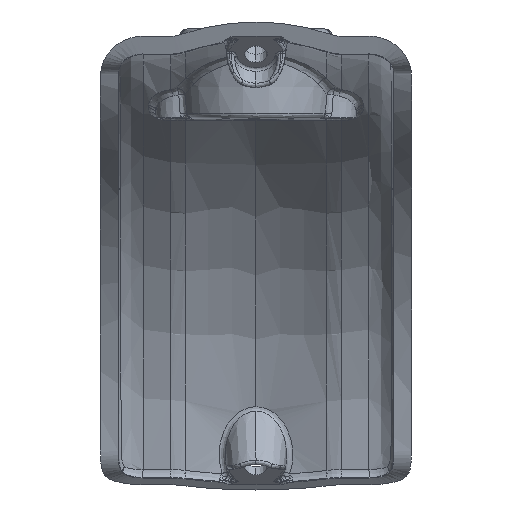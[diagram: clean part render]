
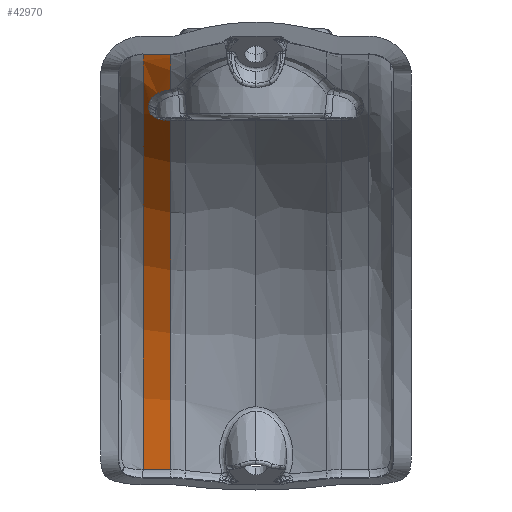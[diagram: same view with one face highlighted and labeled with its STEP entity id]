
A CAD part, front view. The second image highlights one B-rep face of the part: STEP entity #42970.
In plain terms, the highlighted cylindrical face has radius 89.141 mm (diameter 178.283 mm), a partial arc.
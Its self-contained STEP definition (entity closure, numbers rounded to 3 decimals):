
#452 = VECTOR ( 'NONE', #55129, 1000. ) ;
#516 = VECTOR ( 'NONE', #38636, 1000. ) ;
#600 = ORIENTED_EDGE ( 'NONE', *, *, #22181, .F. ) ;
#765 = CARTESIAN_POINT ( 'NONE',  ( -21.294, -2.617, 80.925 ) ) ;
#898 = EDGE_CURVE ( 'NONE', #45835, #59198, #49981, .T. ) ;
#3416 = CARTESIAN_POINT ( 'NONE',  ( -18.483, -0.171, 79.421 ) ) ;
#3669 = VERTEX_POINT ( 'NONE', #62519 ) ;
#4615 = DIRECTION ( 'NONE',  ( 0., 0., 1. ) ) ;
#4819 = DIRECTION ( 'NONE',  ( -1., 0., 0. ) ) ;
#4923 = CARTESIAN_POINT ( 'NONE',  ( 0., -42.932, 93.242 ) ) ;
#5508 = ORIENTED_EDGE ( 'NONE', *, *, #898, .F. ) ;
#5759 = FACE_OUTER_BOUND ( 'NONE', #50041, .T. ) ;
#6814 = CARTESIAN_POINT ( 'NONE',  ( -21.523, -4.497, 82.01 ) ) ;
#8469 = CARTESIAN_POINT ( 'NONE',  ( -21.524, -5.103, 82.345 ) ) ;
#9312 = CARTESIAN_POINT ( 'NONE',  ( -17.113, -48.083, 4.25 ) ) ;
#9611 = LINE ( 'NONE', #4923, #516 ) ;
#9757 = AXIS2_PLACEMENT_3D ( 'NONE', #9312, #4819, #4615 ) ;
#11109 = EDGE_CURVE ( 'NONE', #53292, #57447, #48878, .T. ) ;
#11250 = ORIENTED_EDGE ( 'NONE', *, *, #36654, .F. ) ;
#12963 = ORIENTED_EDGE ( 'NONE', *, *, #43517, .T. ) ;
#13190 = ORIENTED_EDGE ( 'NONE', *, *, #39173, .F. ) ;
#13265 = CARTESIAN_POINT ( 'NONE',  ( -21.522, -4.196, 81.839 ) ) ;
#15520 = CARTESIAN_POINT ( 'NONE',  ( 0., -0.171, 79.421 ) ) ;
#15847 = DIRECTION ( 'NONE',  ( -1., 0., 0. ) ) ;
#16178 = B_SPLINE_CURVE_WITH_KNOTS ( 'NONE', 3,
 ( #60026, #35834, #6814, #40062 ),
 .UNSPECIFIED., .F., .F.,
 ( 4, 4 ),
 ( 0., 1. ),
 .UNSPECIFIED. ) ;
#17692 = CARTESIAN_POINT ( 'NONE',  ( -19.838, -0.556, 79.667 ) ) ;
#18084 = CARTESIAN_POINT ( 'NONE',  ( -19.207, -0.171, 79.421 ) ) ;
#18554 = B_SPLINE_CURVE_WITH_KNOTS ( 'NONE', 3,
 ( #47251, #27957, #32808, #42763, #52535, #8469 ),
 .UNSPECIFIED., .F., .F.,
 ( 4, 2, 4 ),
 ( 0., 0.503, 1. ),
 .UNSPECIFIED. ) ;
#20703 = CARTESIAN_POINT ( 'NONE',  ( -21.522, -4.196, 81.839 ) ) ;
#22181 = EDGE_CURVE ( 'NONE', #3669, #36952, #16178, .T. ) ;
#22745 = CARTESIAN_POINT ( 'NONE',  ( -20.784, -1.458, 80.227 ) ) ;
#22891 = DIRECTION ( 'NONE',  ( 1., 0., 0. ) ) ;
#24893 = ORIENTED_EDGE ( 'NONE', *, *, #37778, .T. ) ;
#25682 = DIRECTION ( 'NONE',  ( 1., 0., 0. ) ) ;
#25766 = ORIENTED_EDGE ( 'NONE', *, *, #11109, .F. ) ;
#26302 = CARTESIAN_POINT ( 'NONE',  ( 0., 40.909, 9.401 ) ) ;
#27957 = CARTESIAN_POINT ( 'NONE',  ( -18.503, -10.95, 85.291 ) ) ;
#28435 = CARTESIAN_POINT ( 'NONE',  ( -22.577, -42.932, 93.242 ) ) ;
#29425 = EDGE_CURVE ( 'NONE', #36952, #45835, #41087, .T. ) ;
#29626 = VERTEX_POINT ( 'NONE', #38006 ) ;
#30930 = VERTEX_POINT ( 'NONE', #47413 ) ;
#31495 = VERTEX_POINT ( 'NONE', #28435 ) ;
#32808 = CARTESIAN_POINT ( 'NONE',  ( -19.654, -10.013, 84.863 ) ) ;
#33127 = CARTESIAN_POINT ( 'NONE',  ( -21.294, -2.617, 80.925 ) ) ;
#34098 = ORIENTED_EDGE ( 'NONE', *, *, #53245, .F. ) ;
#34137 = CARTESIAN_POINT ( 'NONE',  ( -17.113, -0.171, 79.421 ) ) ;
#34735 = DIRECTION ( 'NONE',  ( -1., 0., 0. ) ) ;
#35407 = CARTESIAN_POINT ( 'NONE',  ( -17.113, -42.932, 93.242 ) ) ;
#35834 = CARTESIAN_POINT ( 'NONE',  ( -21.524, -4.8, 82.178 ) ) ;
#36485 = CARTESIAN_POINT ( 'NONE',  ( -18.483, -0.171, 79.421 ) ) ;
#36654 = EDGE_CURVE ( 'NONE', #52947, #30930, #43770, .T. ) ;
#36806 = AXIS2_PLACEMENT_3D ( 'NONE', #48757, #34735, #49174 ) ;
#36952 = VERTEX_POINT ( 'NONE', #20703 ) ;
#37389 = CARTESIAN_POINT ( 'NONE',  ( -21.524, -3.661, 81.536 ) ) ;
#37778 = EDGE_CURVE ( 'NONE', #53292, #31495, #9611, .T. ) ;
#38006 = CARTESIAN_POINT ( 'NONE',  ( -22.58, 40.909, 9.4 ) ) ;
#38636 = DIRECTION ( 'NONE',  ( -1., 0., 0. ) ) ;
#38877 = CARTESIAN_POINT ( 'NONE',  ( -17.113, -11.434, 85.509 ) ) ;
#39096 = DIRECTION ( 'NONE',  ( 0., 0., 1. ) ) ;
#39173 = EDGE_CURVE ( 'NONE', #29626, #31495, #58937, .T. ) ;
#40062 = CARTESIAN_POINT ( 'NONE',  ( -21.522, -4.196, 81.839 ) ) ;
#41087 =( BOUNDED_CURVE ( )  B_SPLINE_CURVE ( 3, ( #13265, #37389, #57319, #33127 ),
 .UNSPECIFIED., .F., .T. ) 
 B_SPLINE_CURVE_WITH_KNOTS ( ( 4, 4 ),
 ( 0., 1. ),
 .UNSPECIFIED. ) 
 CURVE ( )  GEOMETRIC_REPRESENTATION_ITEM ( )  RATIONAL_B_SPLINE_CURVE ( ( 1., 1., 1., 1. ) ) 
 REPRESENTATION_ITEM ( '' )  );
#41391 = CARTESIAN_POINT ( 'NONE',  ( -21.116, -2.024, 80.573 ) ) ;
#42218 = LINE ( 'NONE', #26302, #452 ) ;
#42763 = CARTESIAN_POINT ( 'NONE',  ( -21.174, -7.709, 83.734 ) ) ;
#42970 = ADVANCED_FACE ( 'NONE', ( #5759 ), #55901, .F. ) ;
#43517 = EDGE_CURVE ( 'NONE', #29626, #30930, #42218, .T. ) ;
#43770 = CIRCLE ( 'NONE', #49514, 89.141 ) ;
#45835 = VERTEX_POINT ( 'NONE', #765 ) ;
#47251 = CARTESIAN_POINT ( 'NONE',  ( -17.113, -11.434, 85.509 ) ) ;
#47413 = CARTESIAN_POINT ( 'NONE',  ( -17.113, 40.909, 9.401 ) ) ;
#47819 = LINE ( 'NONE', #15520, #53102 ) ;
#48757 = CARTESIAN_POINT ( 'NONE',  ( 0., -48.083, 4.25 ) ) ;
#48786 = EDGE_CURVE ( 'NONE', #57447, #3669, #18554, .T. ) ;
#48878 = CIRCLE ( 'NONE', #9757, 89.141 ) ;
#49174 = DIRECTION ( 'NONE',  ( 0., 0., 1. ) ) ;
#49514 = AXIS2_PLACEMENT_3D ( 'NONE', #59710, #15847, #39096 ) ;
#49981 = B_SPLINE_CURVE_WITH_KNOTS ( 'NONE', 3,
 ( #56864, #41391, #22745, #17692, #18084, #3416 ),
 .UNSPECIFIED., .F., .F.,
 ( 4, 2, 4 ),
 ( 0., 0.5, 1. ),
 .UNSPECIFIED. ) ;
#50041 = EDGE_LOOP ( 'NONE', ( #34098, #5508, #50441, #600, #61258, #25766, #24893, #13190, #12963, #11250 ) ) ;
#50441 = ORIENTED_EDGE ( 'NONE', *, *, #29425, .F. ) ;
#51930 = CARTESIAN_POINT ( 'NONE',  ( -22.577, -48.083, 4.25 ) ) ;
#52535 = CARTESIAN_POINT ( 'NONE',  ( -21.535, -6.396, 83.057 ) ) ;
#52947 = VERTEX_POINT ( 'NONE', #34137 ) ;
#53102 = VECTOR ( 'NONE', #25682, 1000. ) ;
#53245 = EDGE_CURVE ( 'NONE', #59198, #52947, #47819, .T. ) ;
#53292 = VERTEX_POINT ( 'NONE', #35407 ) ;
#53402 = AXIS2_PLACEMENT_3D ( 'NONE', #51930, #22891, #61662 ) ;
#55129 = DIRECTION ( 'NONE',  ( 1., 0., 0. ) ) ;
#55901 = CYLINDRICAL_SURFACE ( 'NONE', #36806, 89.141 ) ;
#56864 = CARTESIAN_POINT ( 'NONE',  ( -21.294, -2.617, 80.925 ) ) ;
#57319 = CARTESIAN_POINT ( 'NONE',  ( -21.45, -3.134, 81.231 ) ) ;
#57447 = VERTEX_POINT ( 'NONE', #38877 ) ;
#58937 = CIRCLE ( 'NONE', #53402, 89.141 ) ;
#59198 = VERTEX_POINT ( 'NONE', #36485 ) ;
#59710 = CARTESIAN_POINT ( 'NONE',  ( -17.113, -48.083, 4.25 ) ) ;
#60026 = CARTESIAN_POINT ( 'NONE',  ( -21.524, -5.103, 82.345 ) ) ;
#61258 = ORIENTED_EDGE ( 'NONE', *, *, #48786, .F. ) ;
#61662 = DIRECTION ( 'NONE',  ( 0., 0., 1. ) ) ;
#62519 = CARTESIAN_POINT ( 'NONE',  ( -21.524, -5.103, 82.345 ) ) ;
